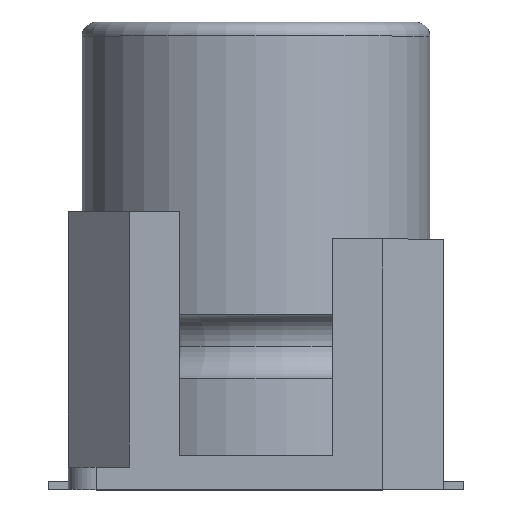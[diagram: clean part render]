
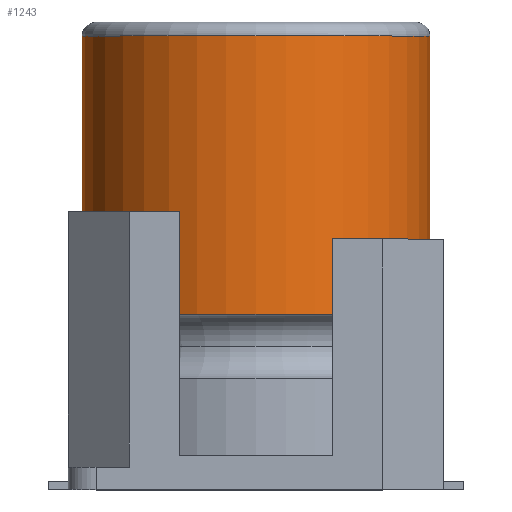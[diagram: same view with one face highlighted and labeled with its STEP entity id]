
A CAD part, top view. The second image highlights one B-rep face of the part: STEP entity #1243.
In plain terms, the highlighted cylindrical face has radius 6.25 mm (diameter 12.5 mm), a partial arc.
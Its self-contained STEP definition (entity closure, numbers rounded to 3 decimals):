
#124 = VECTOR ( 'NONE', #3410, 1000. ) ;
#232 = DIRECTION ( 'NONE',  ( 0., -1., 0. ) ) ;
#293 = EDGE_CURVE ( 'NONE', #3070, #2321, #2127, .T. ) ;
#594 = CARTESIAN_POINT ( 'NONE',  ( 6.25, 5.1, 0. ) ) ;
#707 = VERTEX_POINT ( 'NONE', #594 ) ;
#728 = ORIENTED_EDGE ( 'NONE', *, *, #293, .T. ) ;
#759 = CARTESIAN_POINT ( 'NONE',  ( -6.25, 5.1, 0. ) ) ;
#1000 = CARTESIAN_POINT ( 'NONE',  ( -6.25, 15.6, 0. ) ) ;
#1029 = VECTOR ( 'NONE', #3149, 1000. ) ;
#1243 = ADVANCED_FACE ( 'NONE', ( #1430 ), #2935, .T. ) ;
#1415 = ORIENTED_EDGE ( 'NONE', *, *, #2035, .F. ) ;
#1430 = FACE_OUTER_BOUND ( 'NONE', #1747, .T. ) ;
#1463 = CARTESIAN_POINT ( 'NONE',  ( 6.25, 15.1, 0. ) ) ;
#1581 = CARTESIAN_POINT ( 'NONE',  ( 0., 15.1, 0. ) ) ;
#1625 = CIRCLE ( 'NONE', #1642, 6.25 ) ;
#1642 = AXIS2_PLACEMENT_3D ( 'NONE', #3584, #2403, #2375 ) ;
#1643 = AXIS2_PLACEMENT_3D ( 'NONE', #3798, #232, #2626 ) ;
#1747 = EDGE_LOOP ( 'NONE', ( #728, #2037, #1991, #1415 ) ) ;
#1938 = DIRECTION ( 'NONE',  ( 0., -1., 0. ) ) ;
#1991 = ORIENTED_EDGE ( 'NONE', *, *, #3066, .F. ) ;
#2035 = EDGE_CURVE ( 'NONE', #3070, #707, #3426, .T. ) ;
#2037 = ORIENTED_EDGE ( 'NONE', *, *, #3315, .T. ) ;
#2080 = VERTEX_POINT ( 'NONE', #759 ) ;
#2127 = CIRCLE ( 'NONE', #3318, 6.25 ) ;
#2321 = VERTEX_POINT ( 'NONE', #2479 ) ;
#2375 = DIRECTION ( 'NONE',  ( 1., 0., 0. ) ) ;
#2403 = DIRECTION ( 'NONE',  ( 0., -1., 0. ) ) ;
#2479 = CARTESIAN_POINT ( 'NONE',  ( -6.25, 15.1, 0. ) ) ;
#2626 = DIRECTION ( 'NONE',  ( 1., 0., 0. ) ) ;
#2840 = CARTESIAN_POINT ( 'NONE',  ( 6.25, 15.6, 0. ) ) ;
#2935 = CYLINDRICAL_SURFACE ( 'NONE', #1643, 6.25 ) ;
#3066 = EDGE_CURVE ( 'NONE', #707, #2080, #1625, .T. ) ;
#3070 = VERTEX_POINT ( 'NONE', #1463 ) ;
#3106 = DIRECTION ( 'NONE',  ( -1., 0., 0. ) ) ;
#3149 = DIRECTION ( 'NONE',  ( 0., -1., 0. ) ) ;
#3315 = EDGE_CURVE ( 'NONE', #2321, #2080, #3588, .T. ) ;
#3318 = AXIS2_PLACEMENT_3D ( 'NONE', #1581, #1938, #3106 ) ;
#3410 = DIRECTION ( 'NONE',  ( 0., -1., 0. ) ) ;
#3426 = LINE ( 'NONE', #2840, #1029 ) ;
#3584 = CARTESIAN_POINT ( 'NONE',  ( 0., 5.1, 0. ) ) ;
#3588 = LINE ( 'NONE', #1000, #124 ) ;
#3798 = CARTESIAN_POINT ( 'NONE',  ( 0., 15.6, 0. ) ) ;
